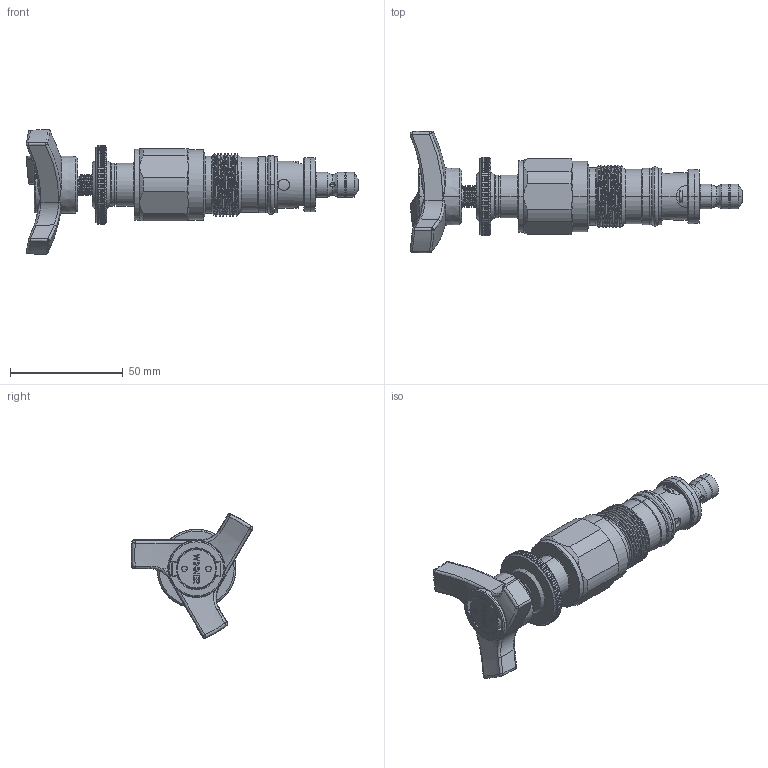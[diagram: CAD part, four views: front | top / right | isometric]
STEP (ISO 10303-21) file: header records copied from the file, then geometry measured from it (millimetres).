
FILE_DESCRIPTION (( 'STEP AP203' ), '1' );
FILE_NAME ('RD28M22-T.STEP', '2020-03-23T08:19:59', ( '' ), ( '' ), 'SwSTEP 2.0', 'SolidWorks 2018', '' );
FILE_SCHEMA (( 'CONFIG_CONTROL_DESIGN' ));
Length unit declared in the file: millimetre
Products named in the file (1): RD28M22-T
Bounding box: 147.16 x 54.02 x 55.33 mm (x, y, z)
Volume: 74643.4 mm3; surface area: 24247.3 mm2
Topology: 9 solids, 13 shells, 1028 faces, 2698 edges, 1704 vertices
Faces by surface type: plane 362, cylinder 305, bspline 158, cone 108, sphere 48, torus 47
Entity records: 100762 total; most frequent: CARTESIAN_POINT 77618, ORIENTED_EDGE 5342, DIRECTION 4219, EDGE_CURVE 2671, VERTEX_POINT 1698, AXIS2_PLACEMENT_3D 1661, EDGE_LOOP 1087, FACE_OUTER_BOUND 1028
